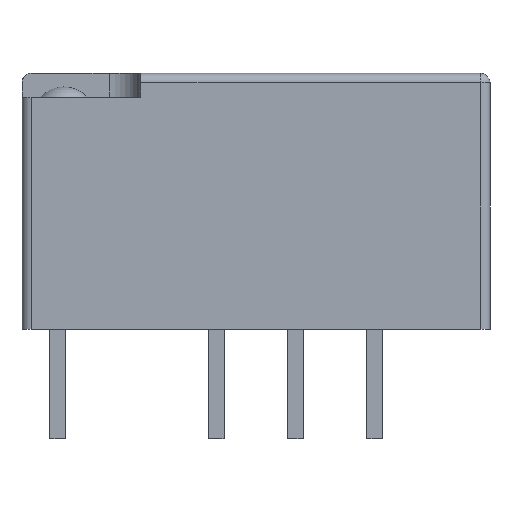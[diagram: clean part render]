
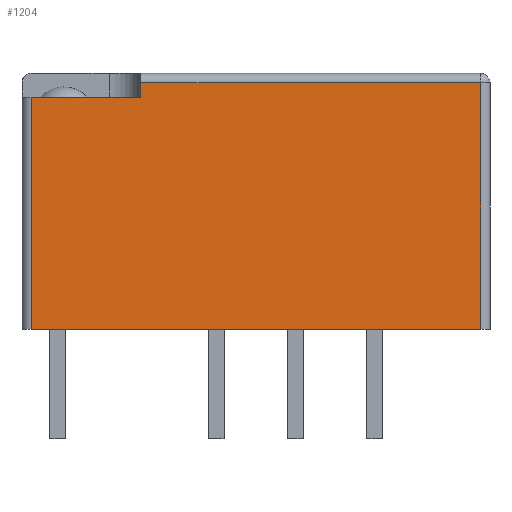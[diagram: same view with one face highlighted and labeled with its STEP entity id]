
A CAD part, front view. The second image highlights one B-rep face of the part: STEP entity #1204.
In plain terms, the highlighted planar face has unit normal (0, -1, 0).
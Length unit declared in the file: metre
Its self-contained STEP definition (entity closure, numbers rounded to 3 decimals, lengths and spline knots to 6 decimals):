
#72=ORIENTED_EDGE('',*,*,#396,.T.);
#73=ORIENTED_EDGE('',*,*,#397,.T.);
#74=ORIENTED_EDGE('',*,*,#398,.T.);
#75=ORIENTED_EDGE('',*,*,#399,.F.);
#76=ORIENTED_EDGE('',*,*,#400,.F.);
#77=ORIENTED_EDGE('',*,*,#401,.T.);
#396=EDGE_CURVE('',#558,#559,#663,.T.);
#397=EDGE_CURVE('',#559,#560,#664,.F.);
#398=EDGE_CURVE('',#560,#561,#665,.F.);
#399=EDGE_CURVE('',#562,#561,#666,.T.);
#400=EDGE_CURVE('',#563,#562,#667,.T.);
#401=EDGE_CURVE('',#563,#558,#668,.T.);
#558=VERTEX_POINT('',#2132);
#559=VERTEX_POINT('',#2133);
#560=VERTEX_POINT('',#2135);
#561=VERTEX_POINT('',#2137);
#562=VERTEX_POINT('',#2139);
#563=VERTEX_POINT('',#2141);
#663=LINE('',#2131,#797);
#664=LINE('',#2134,#798);
#665=LINE('',#2136,#799);
#666=LINE('',#2138,#800);
#667=LINE('',#2140,#801);
#668=LINE('',#2142,#802);
#797=VECTOR('',#1806,1.);
#798=VECTOR('',#1807,1.);
#799=VECTOR('',#1808,1.);
#800=VECTOR('',#1809,1.);
#801=VECTOR('',#1810,1.);
#802=VECTOR('',#1811,1.);
#926=EDGE_LOOP('',(#72,#73,#74,#75,#76,#77));
#1005=FACE_BOUND('',#926,.T.);
#1084=PLANE('',#1702);
#1204=ADVANCED_FACE('',(#1005),#1084,.F.);
#1702=AXIS2_PLACEMENT_3D('',#2130,#1804,#1805);
#1804=DIRECTION('',(0.,1.,0.));
#1805=DIRECTION('',(0.,0.,1.));
#1806=DIRECTION('',(1.,0.,0.));
#1807=DIRECTION('',(0.,0.,-1.));
#1808=DIRECTION('',(1.,0.,0.));
#1809=DIRECTION('',(0.,0.,1.));
#1810=DIRECTION('',(1.,0.,0.));
#1811=DIRECTION('',(0.,0.,-1.));
#2130=CARTESIAN_POINT('',(0.,-0.0037,0.0082));
#2131=CARTESIAN_POINT('',(0.,-0.0037,0.));
#2132=CARTESIAN_POINT('',(-0.0072,-0.0037,0.));
#2133=CARTESIAN_POINT('',(0.0072,-0.0037,0.));
#2134=CARTESIAN_POINT('',(0.0072,-0.0037,0.0082));
#2135=CARTESIAN_POINT('',(0.0072,-0.0037,0.0079));
#2136=CARTESIAN_POINT('',(-0.00369,-0.0037,0.0079));
#2137=CARTESIAN_POINT('',(-0.00369,-0.0037,0.0079));
#2138=CARTESIAN_POINT('',(-0.00369,-0.0037,0.007438));
#2139=CARTESIAN_POINT('',(-0.00369,-0.0037,0.007438));
#2140=CARTESIAN_POINT('',(0.,-0.0037,0.007438));
#2141=CARTESIAN_POINT('',(-0.0072,-0.0037,0.007438));
#2142=CARTESIAN_POINT('',(-0.0072,-0.0037,0.0082));
